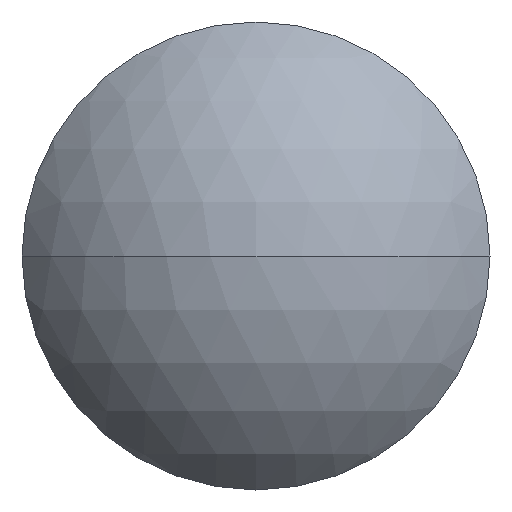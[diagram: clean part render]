
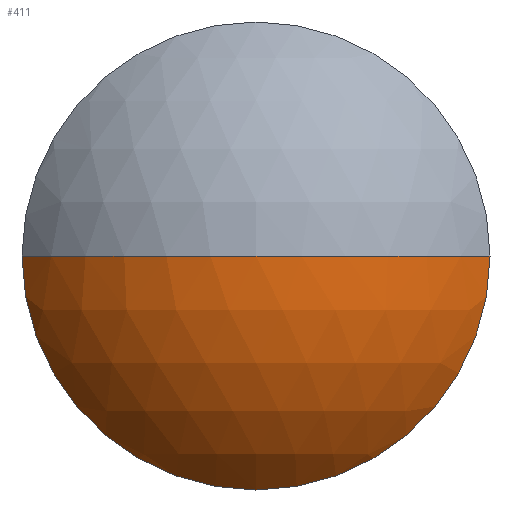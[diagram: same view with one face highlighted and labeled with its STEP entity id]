
A CAD part, left-side view. The second image highlights one B-rep face of the part: STEP entity #411.
In plain terms, the highlighted spherical face has radius 25.929 mm.
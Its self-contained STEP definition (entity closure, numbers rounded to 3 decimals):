
#2 = EDGE_CURVE ( 'NONE', #34, #111, #114, .T. ) ;
#8 = AXIS2_PLACEMENT_3D ( 'NONE', #522, #577, #160 ) ;
#34 = VERTEX_POINT ( 'NONE', #535 ) ;
#61 = DIRECTION ( 'NONE',  ( -1., 0., 0. ) ) ;
#63 = EDGE_LOOP ( 'NONE', ( #197, #388, #195, #562 ) ) ;
#67 = EDGE_CURVE ( 'NONE', #34, #382, #79, .T. ) ;
#79 = CIRCLE ( 'NONE', #224, 21.2 ) ;
#87 = DIRECTION ( 'NONE',  ( 0., 1., 0. ) ) ;
#111 = VERTEX_POINT ( 'NONE', #341 ) ;
#114 = CIRCLE ( 'NONE', #310, 25.929 ) ;
#129 = EDGE_CURVE ( 'NONE', #307, #111, #274, .T. ) ;
#132 = AXIS2_PLACEMENT_3D ( 'NONE', #555, #135, #328 ) ;
#135 = DIRECTION ( 'NONE',  ( -1., 0., 0. ) ) ;
#160 = DIRECTION ( 'NONE',  ( 0., 1., 0. ) ) ;
#162 = DIRECTION ( 'NONE',  ( 0., 0., 1. ) ) ;
#179 = SPHERICAL_SURFACE ( 'NONE', #504, 25.929 ) ;
#195 = ORIENTED_EDGE ( 'NONE', *, *, #129, .T. ) ;
#197 = ORIENTED_EDGE ( 'NONE', *, *, #67, .T. ) ;
#208 = CARTESIAN_POINT ( 'NONE',  ( 12.429, 0., 0. ) ) ;
#224 = AXIS2_PLACEMENT_3D ( 'NONE', #237, #61, #436 ) ;
#237 = CARTESIAN_POINT ( 'NONE',  ( -2.5, 0., 0. ) ) ;
#274 = CIRCLE ( 'NONE', #8, 25.929 ) ;
#275 = CARTESIAN_POINT ( 'NONE',  ( 12.429, 0., 0. ) ) ;
#307 = VERTEX_POINT ( 'NONE', #465 ) ;
#310 = AXIS2_PLACEMENT_3D ( 'NONE', #208, #162, #405 ) ;
#328 = DIRECTION ( 'NONE',  ( 0., 0., 1. ) ) ;
#332 = CARTESIAN_POINT ( 'NONE',  ( -2.5, 0., -21.2 ) ) ;
#341 = CARTESIAN_POINT ( 'NONE',  ( -13.5, 0., 0. ) ) ;
#382 = VERTEX_POINT ( 'NONE', #332 ) ;
#388 = ORIENTED_EDGE ( 'NONE', *, *, #469, .T. ) ;
#405 = DIRECTION ( 'NONE',  ( 1., 0., 0. ) ) ;
#411 = ADVANCED_FACE ( 'NONE', ( #509 ), #179, .T. ) ;
#436 = DIRECTION ( 'NONE',  ( 0., 0., 1. ) ) ;
#465 = CARTESIAN_POINT ( 'NONE',  ( -2.5, -21.2, 0. ) ) ;
#469 = EDGE_CURVE ( 'NONE', #382, #307, #508, .T. ) ;
#504 = AXIS2_PLACEMENT_3D ( 'NONE', #275, #606, #87 ) ;
#508 = CIRCLE ( 'NONE', #132, 21.2 ) ;
#509 = FACE_OUTER_BOUND ( 'NONE', #63, .T. ) ;
#522 = CARTESIAN_POINT ( 'NONE',  ( 12.429, 0., 0. ) ) ;
#535 = CARTESIAN_POINT ( 'NONE',  ( -2.5, 21.2, 0. ) ) ;
#555 = CARTESIAN_POINT ( 'NONE',  ( -2.5, 0., 0. ) ) ;
#562 = ORIENTED_EDGE ( 'NONE', *, *, #2, .F. ) ;
#577 = DIRECTION ( 'NONE',  ( 0., 0., -1. ) ) ;
#606 = DIRECTION ( 'NONE',  ( 0., 0., -1. ) ) ;
